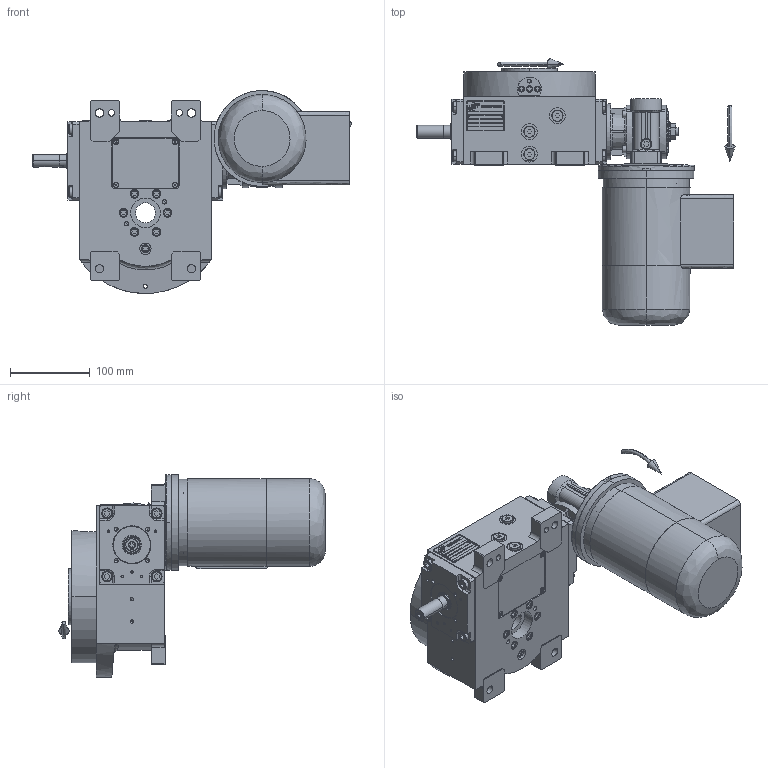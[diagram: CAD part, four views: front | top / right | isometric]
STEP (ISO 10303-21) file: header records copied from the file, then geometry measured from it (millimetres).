
FILE_DESCRIPTION (( 'STEP AP203' ), '1' );
FILE_NAME ('PC5201835.step', '2026-02-10T12:32:37', ( '' ), ( '' ), 'SwSTEP 2.0', 'SolidWorks 2020', '' );
FILE_SCHEMA (( 'CONFIG_CONTROL_DESIGN' ));
Length unit declared in the file: millimetre
Products named in the file (81): rig04_014_s_001; CFN2000_01_185.stp; cfn2000_01_151; cfn2000_01_147; cfn2003_01_063; AS_rig04_014_s_001; CFN2203_02_001.stp; AS_rig04_071_8_m; CFN2010_02_002.stp; cfn2077_01_018; cfn2070_05_001; freccia_angolare_albero; AS_rig04_004; PC5201835; rig04_004; olio_agip_blasia_150; cfn2151_01_087; RIG04_005_ASM.stp; cfn2155_01_055; cfn2128_05_006; CFN2104_02_017.stp; rig04_002_bl; cfn2155_01_186; freccia_angolare; CFN2010_01_006.stp; cfn2151_01_092; 900_38_30_003; cfn2000_01_129; AS_rig04_002_bl; cfn2107_01_001; AS_cfn2476_01_001_48x38; cfn2115_02_213; RMI28_FL_LCB_SX_56B5; cfn2151_01_162; cfn2128_04_011; cfn2104_01_016; CFN2356_03_051.stp; rig04_003_8; AS_900_38_30_003; CFN2155_01_007.stp ...
Assembly tree (71 placements, depth 5):
  CFN2203_02_001.stp
  cfn2077_01_018
  PC5201835
    rig04_001_a_s_012
    AS_cfn2476_01_001_48x38
      cfn2476_01_001_48x38
      cfn2107_01_001
      cfn2107_01_001
    AS_rig04_071_8_m
      rig04_071_8_m.stp
        RIG04_005_ASM.stp
          RIG04_005_AF0.stp
          RIG06_021_AF0.stp
          CFN2000_01_185.stp
          CFN2000_01_185.stp
          CFN2104_02_017.stp
        CFN2155_01_007.stp
        CFN2010_02_002.stp
      rig04_003_8
      cfn2000_01_147
      cfn2000_01_147
      cfn2000_01_147
      cfn2000_01_147
      cfn2000_01_147
      cfn2000_01_147
      cfn2000_01_147
      cfn2000_01_147
      cfn2104_01_016  x2
    AS_rig04_014_s_001
      rig04_014_s_001
      cfn2000_01_151
      cfn2000_01_151
      cfn2000_01_151
      cfn2000_01_151
      cfn2000_01_151
      cfn2000_01_151
      cfn2155_01_186
    AS_rig04_004
      rig04_004
      cfn2155_01_055
      cfn2070_05_001
      cfn2000_01_129  x2
      cfn2000_01_129
      cfn2000_01_129
    AS_rig04_004
      rig04_004
      cfn2155_01_055
      cfn2070_05_001
      cfn2000_01_129  x2
      cfn2000_01_129
      cfn2000_01_129
    AS_rig04_002_bl
      rig04_002_bl
      cfn2115_01_001
    cfn2128_04_011
    cfn2128_04_011
    cfn2128_04_011
    cfn2128_05_006
    AS_rig04_015
      rig04_015
Bounding box: 398.5 x 333.5 x 253.93 mm (x, y, z)
Volume: 3980721.9 mm3; surface area: 608762.1 mm2
Topology: 74 solids, 74 shells, 3072 faces, 7561 edges, 4822 vertices
Faces by surface type: plane 1508, cylinder 946, cone 450, torus 91, bspline 71, sphere 6
Entity records: 109298 total; most frequent: CARTESIAN_POINT 30442, ORIENTED_EDGE 14642, DIRECTION 14454, EDGE_CURVE 7321, AXIS2_PLACEMENT_3D 5128, VERTEX_POINT 4730, LINE 4198, VECTOR 4198
